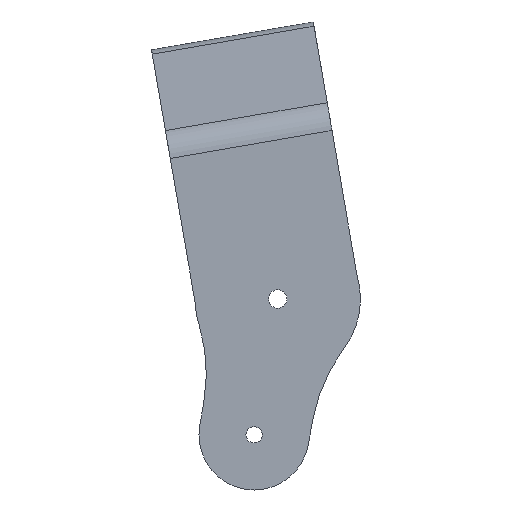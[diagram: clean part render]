
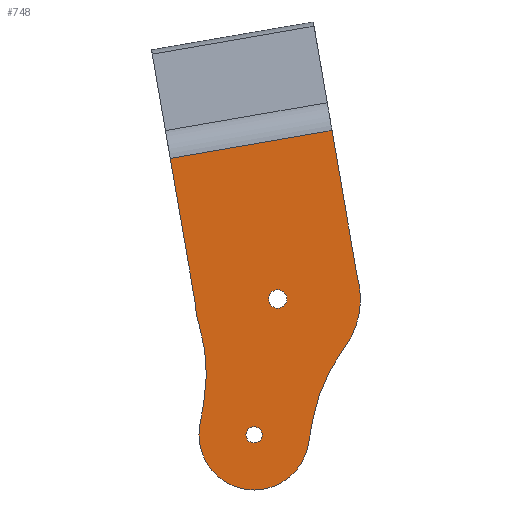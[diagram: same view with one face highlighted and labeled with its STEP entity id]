
A CAD part, left-side view. The second image highlights one B-rep face of the part: STEP entity #748.
In plain terms, the highlighted planar face has unit normal (-1, 0, 0).
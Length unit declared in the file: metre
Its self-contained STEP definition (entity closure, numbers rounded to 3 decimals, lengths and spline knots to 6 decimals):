
#30=PLANE('',#836);
#69=CIRCLE('',#832,0.012123);
#70=CIRCLE('',#834,0.012123);
#72=CIRCLE('',#837,0.024245);
#73=CIRCLE('',#838,0.024245);
#74=CIRCLE('',#839,0.008082);
#75=CIRCLE('',#840,0.001353);
#76=CIRCLE('',#841,0.001191);
#220=ORIENTED_EDGE('',*,*,#376,.F.);
#221=ORIENTED_EDGE('',*,*,#373,.F.);
#222=ORIENTED_EDGE('',*,*,#333,.F.);
#223=ORIENTED_EDGE('',*,*,#377,.F.);
#224=ORIENTED_EDGE('',*,*,#352,.T.);
#225=ORIENTED_EDGE('',*,*,#372,.F.);
#226=ORIENTED_EDGE('',*,*,#378,.F.);
#227=ORIENTED_EDGE('',*,*,#379,.T.);
#228=ORIENTED_EDGE('',*,*,#380,.F.);
#229=ORIENTED_EDGE('',*,*,#381,.F.);
#230=ORIENTED_EDGE('',*,*,#382,.T.);
#231=ORIENTED_EDGE('',*,*,#383,.T.);
#333=EDGE_CURVE('',#430,#431,#495,.T.);
#352=EDGE_CURVE('',#449,#448,#506,.T.);
#372=EDGE_CURVE('',#459,#448,#69,.T.);
#373=EDGE_CURVE('',#431,#460,#70,.T.);
#376=EDGE_CURVE('',#460,#462,#72,.F.);
#377=EDGE_CURVE('',#449,#430,#520,.T.);
#378=EDGE_CURVE('',#463,#459,#73,.F.);
#379=EDGE_CURVE('',#463,#464,#521,.T.);
#380=EDGE_CURVE('',#465,#464,#74,.T.);
#381=EDGE_CURVE('',#462,#465,#522,.T.);
#382=EDGE_CURVE('',#466,#466,#75,.T.);
#383=EDGE_CURVE('',#467,#467,#76,.T.);
#430=VERTEX_POINT('',#1176);
#431=VERTEX_POINT('',#1178);
#448=VERTEX_POINT('',#1214);
#449=VERTEX_POINT('',#1216);
#459=VERTEX_POINT('',#1254);
#460=VERTEX_POINT('',#1258);
#462=VERTEX_POINT('',#1264);
#463=VERTEX_POINT('',#1267);
#464=VERTEX_POINT('',#1269);
#465=VERTEX_POINT('',#1271);
#466=VERTEX_POINT('',#1274);
#467=VERTEX_POINT('',#1276);
#495=LINE('',#1177,#555);
#506=LINE('',#1215,#566);
#520=LINE('',#1265,#580);
#521=LINE('',#1268,#581);
#522=LINE('',#1272,#582);
#555=VECTOR('',#945,1.);
#566=VECTOR('',#974,1.);
#580=VECTOR('',#1032,1.);
#581=VECTOR('',#1035,1.);
#582=VECTOR('',#1038,1.);
#625=EDGE_LOOP('',(#220,#221,#222,#223,#224,#225,#226,#227,#228,#229));
#626=EDGE_LOOP('',(#230));
#627=EDGE_LOOP('',(#231));
#679=FACE_BOUND('',#625,.T.);
#680=FACE_BOUND('',#626,.T.);
#681=FACE_BOUND('',#627,.T.);
#748=ADVANCED_FACE('',(#679,#680,#681),#30,.T.);
#832=AXIS2_PLACEMENT_3D('',#1255,#1019,#1020);
#834=AXIS2_PLACEMENT_3D('',#1257,#1023,#1024);
#836=AXIS2_PLACEMENT_3D('',#1262,#1028,#1029);
#837=AXIS2_PLACEMENT_3D('',#1263,#1030,#1031);
#838=AXIS2_PLACEMENT_3D('',#1266,#1033,#1034);
#839=AXIS2_PLACEMENT_3D('',#1270,#1036,#1037);
#840=AXIS2_PLACEMENT_3D('',#1273,#1039,#1040);
#841=AXIS2_PLACEMENT_3D('',#1275,#1041,#1042);
#945=DIRECTION('',(0.,-0.17,-0.985));
#974=DIRECTION('',(0.,-0.17,-0.985));
#1019=DIRECTION('',(1.,0.,0.));
#1020=DIRECTION('',(0.,1.,0.));
#1023=DIRECTION('',(1.,0.,0.));
#1024=DIRECTION('',(0.,1.,0.));
#1028=DIRECTION('',(-1.,0.,0.));
#1029=DIRECTION('',(0.,-0.996,0.089));
#1030=DIRECTION('',(1.,0.,0.));
#1031=DIRECTION('',(0.,1.,0.));
#1032=DIRECTION('',(0.,-0.985,0.17));
#1033=DIRECTION('',(1.,0.,0.));
#1034=DIRECTION('',(0.,1.,0.));
#1035=DIRECTION('',(0.,0.172,-0.985));
#1036=DIRECTION('',(1.,0.,0.));
#1037=DIRECTION('',(0.,1.,0.));
#1038=DIRECTION('',(0.,0.172,-0.985));
#1039=DIRECTION('',(1.,0.,0.));
#1040=DIRECTION('',(0.,1.,0.));
#1041=DIRECTION('',(1.,0.,0.));
#1042=DIRECTION('',(0.,1.,0.));
#1176=CARTESIAN_POINT('',(-0.02973,0.814489,0.027876));
#1177=CARTESIAN_POINT('',(-0.02973,0.811872,0.012714));
#1178=CARTESIAN_POINT('',(-0.02973,0.810827,0.006659));
#1214=CARTESIAN_POINT('',(-0.02973,0.834555,0.002719));
#1215=CARTESIAN_POINT('',(-0.02973,0.835574,0.008624));
#1216=CARTESIAN_POINT('',(-0.02973,0.838191,0.023785));
#1254=CARTESIAN_POINT('',(-0.02973,0.83401,-0.000439));
#1255=CARTESIAN_POINT('',(-0.02973,0.822441,0.003183));
#1257=CARTESIAN_POINT('',(-0.02973,0.822441,0.003183));
#1258=CARTESIAN_POINT('',(-0.02973,0.812778,-0.004137));
#1262=CARTESIAN_POINT('',(-0.02973,0.822216,0.002995));
#1263=CARTESIAN_POINT('',(-0.02973,0.793451,-0.018777));
#1264=CARTESIAN_POINT('',(-0.02973,0.817337,-0.014617));
#1265=CARTESIAN_POINT('',(-0.02973,0.838193,0.023785));
#1266=CARTESIAN_POINT('',(-0.02973,0.857147,-0.007685));
#1267=CARTESIAN_POINT('',(-0.02973,0.833261,-0.011844));
#1268=CARTESIAN_POINT('',(-0.02973,0.834554,-0.019266));
#1269=CARTESIAN_POINT('',(-0.02973,0.833869,-0.015335));
#1270=CARTESIAN_POINT('',(-0.02973,0.825907,-0.016722));
#1271=CARTESIAN_POINT('',(-0.02973,0.817945,-0.018108));
#1272=CARTESIAN_POINT('',(-0.02973,0.81863,-0.022039));
#1273=CARTESIAN_POINT('',(-0.02973,0.822441,0.003183));
#1274=CARTESIAN_POINT('',(-0.02973,0.823794,0.003183));
#1275=CARTESIAN_POINT('',(-0.02973,0.825907,-0.016722));
#1276=CARTESIAN_POINT('',(-0.02973,0.827098,-0.016722));
